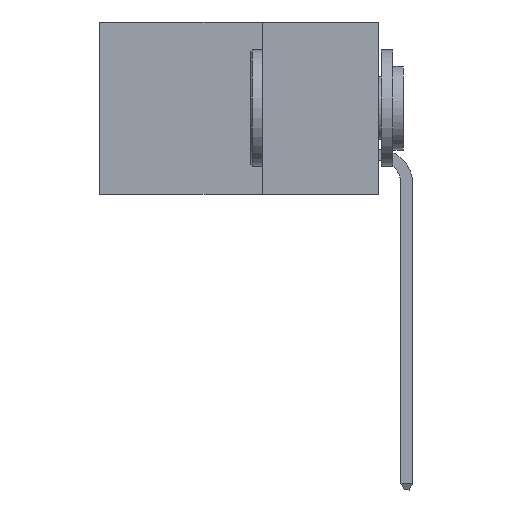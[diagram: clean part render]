
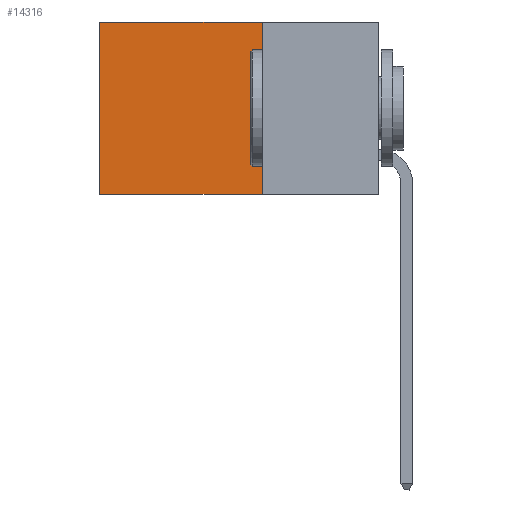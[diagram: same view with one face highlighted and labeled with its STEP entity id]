
A CAD part, left-side view. The second image highlights one B-rep face of the part: STEP entity #14316.
In plain terms, the highlighted planar face has unit normal (-1, 0, 0).
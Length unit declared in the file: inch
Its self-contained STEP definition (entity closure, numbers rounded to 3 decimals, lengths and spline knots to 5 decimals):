
#1118 = DIRECTION ( 'NONE',  ( 0., 0., -1. ) ) ;
#1525 = VERTEX_POINT ( 'NONE', #21222 ) ;
#2862 = EDGE_LOOP ( 'NONE', ( #14820, #16672, #14763, #5276 ) ) ;
#3723 = DIRECTION ( 'NONE',  ( 1., 0., 0. ) ) ;
#4674 = CARTESIAN_POINT ( 'NONE',  ( 0.298, 0.6, 0. ) ) ;
#4832 = LINE ( 'NONE', #10113, #18209 ) ;
#5000 = DIRECTION ( 'NONE',  ( 0., 0., -1. ) ) ;
#5056 = EDGE_CURVE ( 'NONE', #1525, #6254, #19865, .T. ) ;
#5172 = DIRECTION ( 'NONE',  ( 0., 1., 0. ) ) ;
#5259 = EDGE_CURVE ( 'NONE', #18846, #6254, #20368, .T. ) ;
#5276 = ORIENTED_EDGE ( 'NONE', *, *, #11378, .T. ) ;
#5472 = FACE_OUTER_BOUND ( 'NONE', #2862, .T. ) ;
#6254 = VERTEX_POINT ( 'NONE', #21781 ) ;
#7362 = CARTESIAN_POINT ( 'NONE',  ( 0.298, 0.25, 0. ) ) ;
#7580 = VECTOR ( 'NONE', #5172, 39.37008 ) ;
#9083 = CARTESIAN_POINT ( 'NONE',  ( 0.298, 0.25, -0.37 ) ) ;
#10113 = CARTESIAN_POINT ( 'NONE',  ( 0.298, 0.25, 0. ) ) ;
#10469 = CARTESIAN_POINT ( 'NONE',  ( 0.298, 0.25, 0. ) ) ;
#11378 = EDGE_CURVE ( 'NONE', #16431, #1525, #4832, .T. ) ;
#12151 = DIRECTION ( 'NONE',  ( 0., 1., 0. ) ) ;
#12214 = CARTESIAN_POINT ( 'NONE',  ( 0.298, 0.25, 0. ) ) ;
#13698 = AXIS2_PLACEMENT_3D ( 'NONE', #7362, #3723, #18631 ) ;
#14316 = ADVANCED_FACE ( 'NONE', ( #5472 ), #15133, .F. ) ;
#14763 = ORIENTED_EDGE ( 'NONE', *, *, #19406, .F. ) ;
#14820 = ORIENTED_EDGE ( 'NONE', *, *, #5056, .T. ) ;
#15031 = VECTOR ( 'NONE', #1118, 39.37008 ) ;
#15133 = PLANE ( 'NONE',  #13698 ) ;
#15226 = CARTESIAN_POINT ( 'NONE',  ( 0.298, 0.25, -0.37 ) ) ;
#16431 = VERTEX_POINT ( 'NONE', #12214 ) ;
#16672 = ORIENTED_EDGE ( 'NONE', *, *, #5259, .F. ) ;
#17043 = LINE ( 'NONE', #10469, #15031 ) ;
#17862 = VECTOR ( 'NONE', #5000, 39.37008 ) ;
#18209 = VECTOR ( 'NONE', #12151, 39.37008 ) ;
#18631 = DIRECTION ( 'NONE',  ( 0., 0., -1. ) ) ;
#18846 = VERTEX_POINT ( 'NONE', #15226 ) ;
#19406 = EDGE_CURVE ( 'NONE', #16431, #18846, #17043, .T. ) ;
#19865 = LINE ( 'NONE', #4674, #17862 ) ;
#20368 = LINE ( 'NONE', #9083, #7580 ) ;
#21222 = CARTESIAN_POINT ( 'NONE',  ( 0.298, 0.6, 0. ) ) ;
#21781 = CARTESIAN_POINT ( 'NONE',  ( 0.298, 0.6, -0.37 ) ) ;
